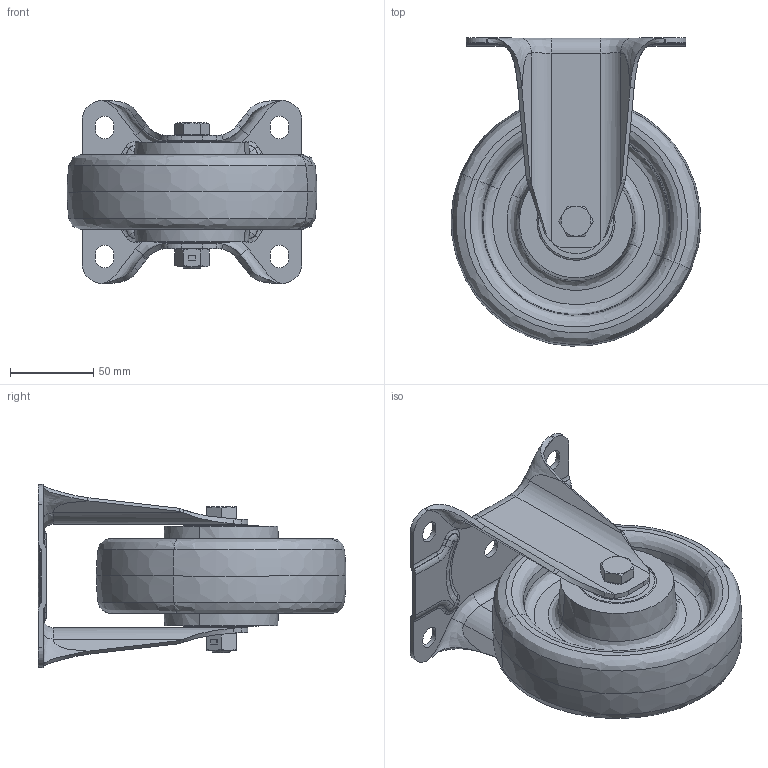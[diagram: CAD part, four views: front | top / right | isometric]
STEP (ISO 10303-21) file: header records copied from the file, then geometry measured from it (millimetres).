
FILE_DESCRIPTION (( 'STEP AP214' ), '1' );
FILE_NAME ('0056004.step', '2023-07-25T09:40:13', ( '' ), ( '' ), 'SwSTEP 2.0', 'SolidWorks 2020', '' );
FILE_SCHEMA (( 'AUTOMOTIVE_DESIGN' ));
Length unit declared in the file: millimetre
Products named in the file (1): 0056004
Bounding box: 149.85 x 184.93 x 110 mm (x, y, z)
Volume: 686081.9 mm3; surface area: 175208.1 mm2
Topology: 16 solids, 16 shells, 440 faces, 986 edges, 582 vertices
Faces by surface type: bspline 136, plane 114, cylinder 104, torus 50, cone 36
Entity records: 28841 total; most frequent: CARTESIAN_POINT 14679, ORIENTED_EDGE 1972, DIRECTION 1796, EDGE_CURVE 986, AXIS2_PLACEMENT_3D 727, VERTEX_POINT 582, EDGE_LOOP 486, UNCERTAINTY_MEASURE_WITH_UNIT 458
